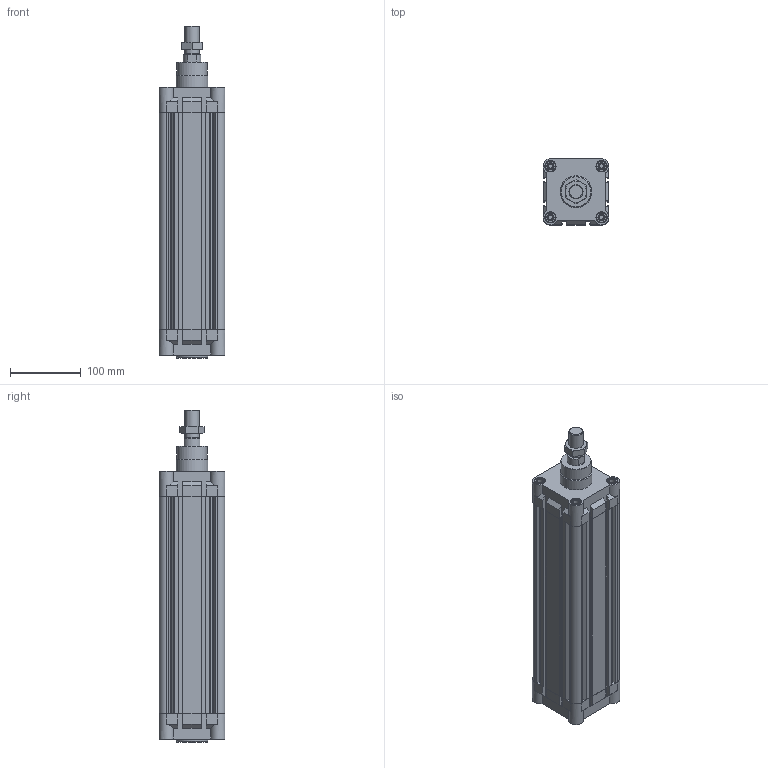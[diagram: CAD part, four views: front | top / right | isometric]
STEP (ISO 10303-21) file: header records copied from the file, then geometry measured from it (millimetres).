
FILE_DESCRIPTION(/* description */ ('STEP AP214'),/* implementation_level */ '2;1');
FILE_NAME(/* name */ '163441_DNC-80-250-PPV-A',/* time_stamp */ '2024-08-20T18:23:19+02:00',/* author */ ('License CC BY-ND 4.0'),/* organization */ ('CADENAS'),/* preprocessor_version */ 'ST-DEVELOPER v19.3',/* originating_system */ 'PARTsolutions',/* authorisation */ ' ');
FILE_SCHEMA (('AUTOMOTIVE_DESIGN {1 0 10303 214 3 1 1}'));
Length unit declared in the file: millimetre
Products named in the file (4): 163441 DNC-80-250-PPV-A---(asm_0); 163441 DNC-80-250---(ZR); DNC-80-250---(KS); DIN-439-B - M20x1.5(F)
Assembly tree (3 placements, depth 2):
  163441 DNC-80-250-PPV-A---(asm_0)
    163441 DNC-80-250---(ZR)
    DNC-80-250---(KS)
    DIN-439-B - M20x1.5(F)
Bounding box: 93 x 93 x 468 mm (x, y, z)
Volume: 1964985.9 mm3; surface area: 343191.2 mm2
Topology: 3 solids, 3 shells, 460 faces, 1191 edges, 773 vertices
Faces by surface type: plane 288, cylinder 131, cone 41
Full cylindrical faces by diameter (mm): 4.134 x2, 8 x2, 8.376 x8, 14.95 x2, 15 x8, 15.8 x8, 18.376 x1, 20 x1, 25 x2, 43 x1, 45 x2, 80 x2
Entity records: 13770 total; most frequent: CARTESIAN_POINT 2692, DIRECTION 2264, ORIENTED_EDGE 2194, EDGE_CURVE 1097, AXIS2_PLACEMENT_3D 775, VERTEX_POINT 759, LINE 714, VECTOR 714
